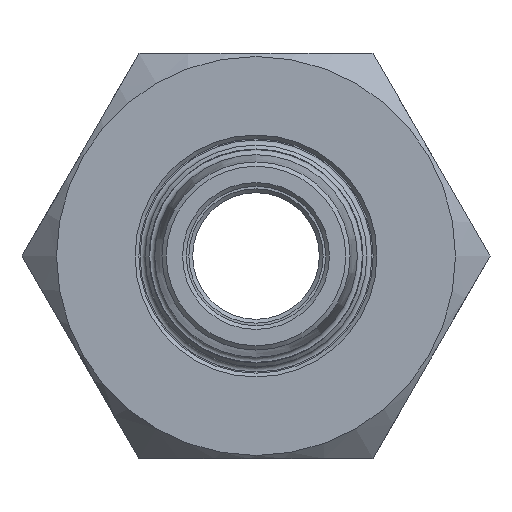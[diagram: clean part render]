
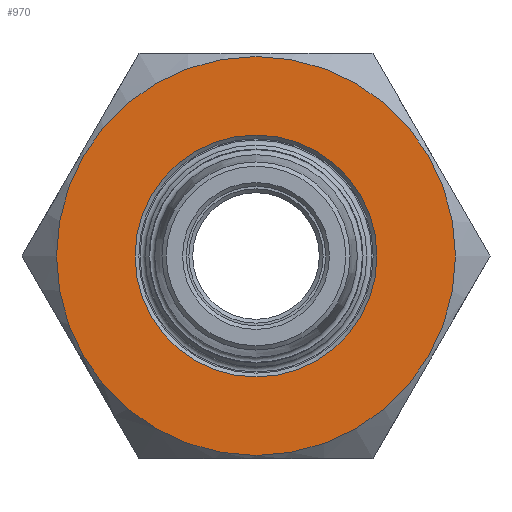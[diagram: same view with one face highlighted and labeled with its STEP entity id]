
A CAD part, left-side view. The second image highlights one B-rep face of the part: STEP entity #970.
In plain terms, the highlighted planar face has unit normal (-1, 0, 0).
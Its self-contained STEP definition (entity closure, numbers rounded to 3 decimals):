
#45=FACE_BOUND('',#165,.T.);
#69=PLANE('',#1118);
#99=FACE_OUTER_BOUND('',#164,.T.);
#164=EDGE_LOOP('',(#703));
#165=EDGE_LOOP('',(#704));
#338=CIRCLE('',#1099,15.75);
#345=CIRCLE('',#1113,9.55);
#431=VERTEX_POINT('',#1650);
#437=VERTEX_POINT('',#1676);
#525=EDGE_CURVE('',#431,#431,#338,.T.);
#537=EDGE_CURVE('',#437,#437,#345,.T.);
#703=ORIENTED_EDGE('',*,*,#525,.T.);
#704=ORIENTED_EDGE('',*,*,#537,.F.);
#970=ADVANCED_FACE('',(#99,#45),#69,.T.);
#1099=AXIS2_PLACEMENT_3D('',#1652,#1258,#1259);
#1113=AXIS2_PLACEMENT_3D('',#1677,#1291,#1292);
#1118=AXIS2_PLACEMENT_3D('',#1687,#1303,#1304);
#1258=DIRECTION('center_axis',(-1.,0.,0.));
#1259=DIRECTION('ref_axis',(0.,1.,0.));
#1291=DIRECTION('center_axis',(-1.,0.,0.));
#1292=DIRECTION('ref_axis',(0.,0.,-1.));
#1303=DIRECTION('center_axis',(-1.,0.,0.));
#1304=DIRECTION('ref_axis',(0.,0.,1.));
#1650=CARTESIAN_POINT('',(-13.5,-15.75,0.));
#1652=CARTESIAN_POINT('Origin',(-13.5,0.,0.));
#1676=CARTESIAN_POINT('',(-13.5,0.,9.55));
#1677=CARTESIAN_POINT('Origin',(-13.5,0.,0.));
#1687=CARTESIAN_POINT('Origin',(-13.5,0.,0.));
